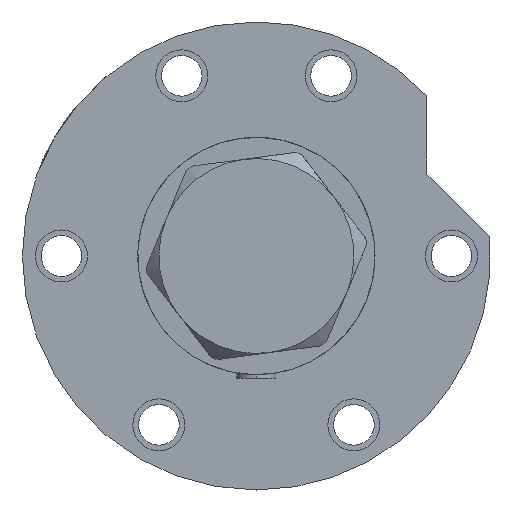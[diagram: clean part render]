
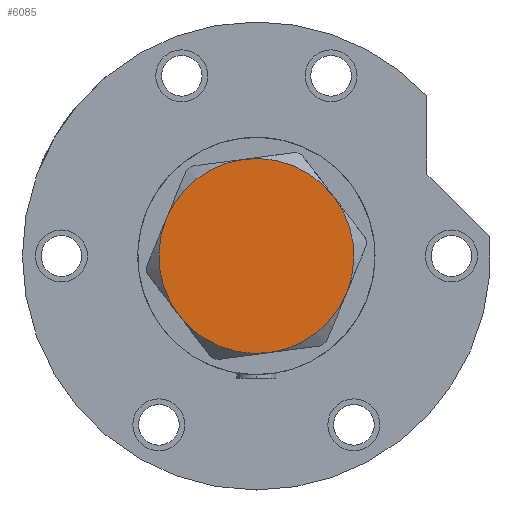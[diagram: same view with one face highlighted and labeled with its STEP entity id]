
A CAD part, left-side view. The second image highlights one B-rep face of the part: STEP entity #6085.
In plain terms, the highlighted face is planar.
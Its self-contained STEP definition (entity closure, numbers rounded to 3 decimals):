
#15 = EDGE_CURVE ( 'NONE', #1102, #129, #3612, .T. ) ;
#129 = VERTEX_POINT ( 'NONE', #3433 ) ;
#133 = AXIS2_PLACEMENT_3D ( 'NONE', #6222, #3232, #316 ) ;
#316 = DIRECTION ( 'NONE',  ( 1., 0., 0. ) ) ;
#398 = PLANE ( 'NONE',  #5902 ) ;
#486 = DIRECTION ( 'NONE',  ( 0., 0., 1. ) ) ;
#824 = VERTEX_POINT ( 'NONE', #5669 ) ;
#1102 = VERTEX_POINT ( 'NONE', #5817 ) ;
#1389 = VERTEX_POINT ( 'NONE', #5432 ) ;
#1405 = CARTESIAN_POINT ( 'NONE',  ( 0., 0., 14.5 ) ) ;
#1491 = DIRECTION ( 'NONE',  ( 0., 0., 1. ) ) ;
#1909 = CARTESIAN_POINT ( 'NONE',  ( 0., 0., 14.5 ) ) ;
#1931 = DIRECTION ( 'NONE',  ( 0., 0., 1. ) ) ;
#2029 = AXIS2_PLACEMENT_3D ( 'NONE', #6062, #1491, #5066 ) ;
#2033 = ORIENTED_EDGE ( 'NONE', *, *, #4988, .T. ) ;
#2447 = DIRECTION ( 'NONE',  ( 0., 0., 1. ) ) ;
#2469 = EDGE_LOOP ( 'NONE', ( #5643, #3751, #2033, #3000, #5015, #4116 ) ) ;
#2632 = EDGE_CURVE ( 'NONE', #4456, #824, #4494, .T. ) ;
#2848 = CARTESIAN_POINT ( 'NONE',  ( -15., -25.981, 14.5 ) ) ;
#2890 = CARTESIAN_POINT ( 'NONE',  ( 0., 0., 14.5 ) ) ;
#2943 = CIRCLE ( 'NONE', #3753, 30. ) ;
#2985 = VERTEX_POINT ( 'NONE', #2848 ) ;
#3000 = ORIENTED_EDGE ( 'NONE', *, *, #2632, .T. ) ;
#3232 = DIRECTION ( 'NONE',  ( 0., 0., 1. ) ) ;
#3366 = DIRECTION ( 'NONE',  ( 1., 0., 0. ) ) ;
#3433 = CARTESIAN_POINT ( 'NONE',  ( 15., 25.981, 14.5 ) ) ;
#3606 = EDGE_CURVE ( 'NONE', #824, #2985, #5759, .T. ) ;
#3612 = CIRCLE ( 'NONE', #133, 30. ) ;
#3751 = ORIENTED_EDGE ( 'NONE', *, *, #15, .T. ) ;
#3753 = AXIS2_PLACEMENT_3D ( 'NONE', #2890, #486, #5023 ) ;
#3836 = DIRECTION ( 'NONE',  ( 1., 0., 0. ) ) ;
#3843 = CARTESIAN_POINT ( 'NONE',  ( 0., 0., 14.5 ) ) ;
#3873 = DIRECTION ( 'NONE',  ( 0., 0., 1. ) ) ;
#3890 = CARTESIAN_POINT ( 'NONE',  ( 0., 0., 14.5 ) ) ;
#3963 = AXIS2_PLACEMENT_3D ( 'NONE', #3890, #2447, #4423 ) ;
#4116 = ORIENTED_EDGE ( 'NONE', *, *, #5355, .T. ) ;
#4387 = AXIS2_PLACEMENT_3D ( 'NONE', #3843, #3873, #5900 ) ;
#4396 = FACE_OUTER_BOUND ( 'NONE', #2469, .T. ) ;
#4412 = CARTESIAN_POINT ( 'NONE',  ( -15., 25.981, 14.5 ) ) ;
#4423 = DIRECTION ( 'NONE',  ( 1., 0., 0. ) ) ;
#4456 = VERTEX_POINT ( 'NONE', #4412 ) ;
#4494 = CIRCLE ( 'NONE', #3963, 30. ) ;
#4922 = EDGE_CURVE ( 'NONE', #1389, #1102, #5546, .T. ) ;
#4988 = EDGE_CURVE ( 'NONE', #129, #4456, #5776, .T. ) ;
#5015 = ORIENTED_EDGE ( 'NONE', *, *, #3606, .T. ) ;
#5023 = DIRECTION ( 'NONE',  ( 1., 0., 0. ) ) ;
#5066 = DIRECTION ( 'NONE',  ( 1., 0., 0. ) ) ;
#5355 = EDGE_CURVE ( 'NONE', #2985, #1389, #2943, .T. ) ;
#5432 = CARTESIAN_POINT ( 'NONE',  ( 15., -25.981, 14.5 ) ) ;
#5546 = CIRCLE ( 'NONE', #4387, 30. ) ;
#5555 = AXIS2_PLACEMENT_3D ( 'NONE', #1405, #1931, #3366 ) ;
#5643 = ORIENTED_EDGE ( 'NONE', *, *, #4922, .T. ) ;
#5669 = CARTESIAN_POINT ( 'NONE',  ( -30., 0., 14.5 ) ) ;
#5759 = CIRCLE ( 'NONE', #5555, 30. ) ;
#5776 = CIRCLE ( 'NONE', #2029, 30. ) ;
#5817 = CARTESIAN_POINT ( 'NONE',  ( 30., 0., 14.5 ) ) ;
#5900 = DIRECTION ( 'NONE',  ( 1., 0., 0. ) ) ;
#5902 = AXIS2_PLACEMENT_3D ( 'NONE', #1909, #6415, #3836 ) ;
#6062 = CARTESIAN_POINT ( 'NONE',  ( 0., 0., 14.5 ) ) ;
#6085 = ADVANCED_FACE ( 'NONE', ( #4396 ), #398, .T. ) ;
#6222 = CARTESIAN_POINT ( 'NONE',  ( 0., 0., 14.5 ) ) ;
#6415 = DIRECTION ( 'NONE',  ( 0., 0., 1. ) ) ;
